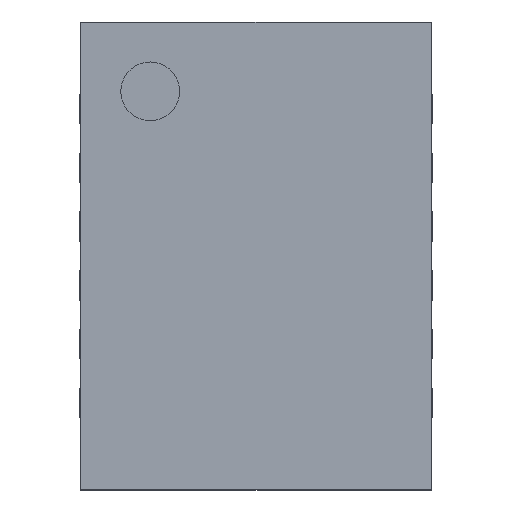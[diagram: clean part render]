
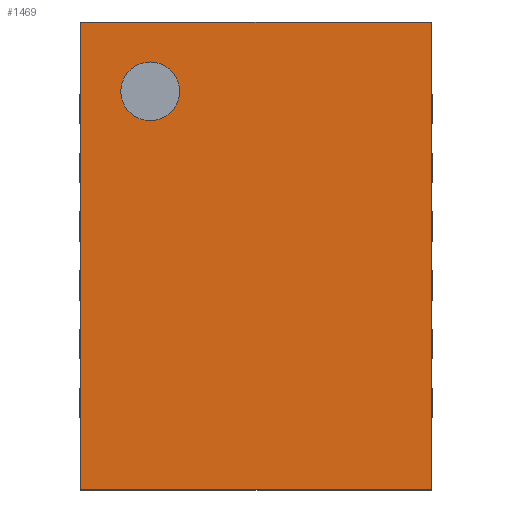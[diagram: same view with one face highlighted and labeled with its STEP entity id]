
A CAD part, top view. The second image highlights one B-rep face of the part: STEP entity #1469.
In plain terms, the highlighted planar face has unit normal (0, 0, 1).
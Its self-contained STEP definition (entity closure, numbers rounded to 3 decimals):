
#13=DIRECTION('',(0.,0.,1.));
#27=VECTOR('',#28,1.);
#28=DIRECTION('',(0.,-1.,0.));
#34=VECTOR('',#35,1.);
#35=DIRECTION('',(1.,0.,0.));
#170=DIRECTION('',(0.,0.,-1.));
#460=VERTEX_POINT('',#461);
#461=CARTESIAN_POINT('',(1.49,1.99,0.77));
#464=EDGE_CURVE('',#460,#465,#467,.T.);
#465=VERTEX_POINT('',#466);
#466=CARTESIAN_POINT('',(1.49,-1.99,0.77));
#467=LINE('',#461,#27);
#575=VERTEX_POINT('',#576);
#576=CARTESIAN_POINT('',(-1.49,1.99,0.77));
#579=ORIENTED_EDGE('',*,*,#580,.F.);
#580=EDGE_CURVE('',#575,#460,#581,.T.);
#581=LINE('',#576,#34);
#614=ORIENTED_EDGE('',*,*,#615,.T.);
#615=EDGE_CURVE('',#575,#616,#618,.T.);
#616=VERTEX_POINT('',#617);
#617=CARTESIAN_POINT('',(-1.49,-1.99,0.77));
#618=LINE('',#576,#27);
#1465=EDGE_CURVE('',#616,#465,#1466,.T.);
#1466=LINE('',#617,#34);
#1469=ADVANCED_FACE('',(#1470,#1474),#1483,.T.);
#1470=FACE_BOUND('',#1471,.T.);
#1471=EDGE_LOOP('',(#579,#614,#1472,#1473));
#1472=ORIENTED_EDGE('',*,*,#1465,.T.);
#1473=ORIENTED_EDGE('',*,*,#464,.F.);
#1474=FACE_BOUND('',#1475,.T.);
#1475=EDGE_LOOP('',(#1476));
#1476=ORIENTED_EDGE('',*,*,#1477,.T.);
#1477=EDGE_CURVE('',#1478,#1478,#1480,.T.);
#1478=VERTEX_POINT('',#1479);
#1479=CARTESIAN_POINT('',(-0.9,1.15,0.77));
#1480=CIRCLE('',#1481,0.25);
#1481=AXIS2_PLACEMENT_3D('',#1482,#170,#28);
#1482=CARTESIAN_POINT('',(-0.9,1.4,0.77));
#1483=PLANE('',#1484);
#1484=AXIS2_PLACEMENT_3D('',#576,#13,#28);
